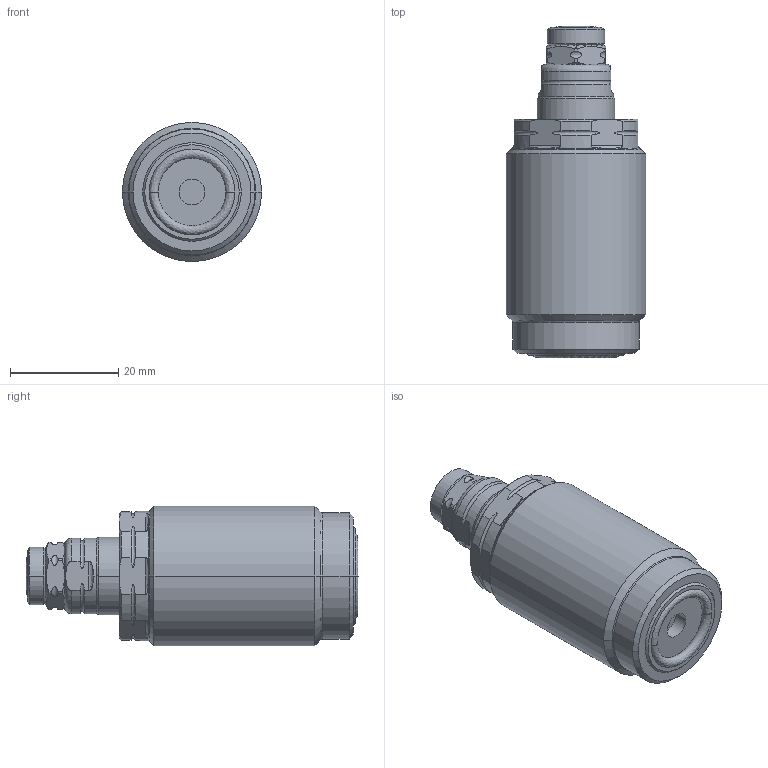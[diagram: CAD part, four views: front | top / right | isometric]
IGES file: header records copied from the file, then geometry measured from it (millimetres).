
Start section:  PTC IGES file: ilcmv41070610ps.igs
Global section: file name: ilcmv41070610ps.igs; native system: Creo Parametric by Parametric Technology Corporation; preprocessor: 2017170; author: Mjust; organization: Unknown; date: 20200320.112546; units: millimetre
Bounding box: 25.76 x 61.42 x 25.76 mm (x, y, z)
Surface area: 5321.2 mm2 (no closed solid volume)
Topology: 0 solids, 0 shells, 139 faces, 1010 edges, 1294 vertices
Faces by surface type: revolution 110, bspline 29
